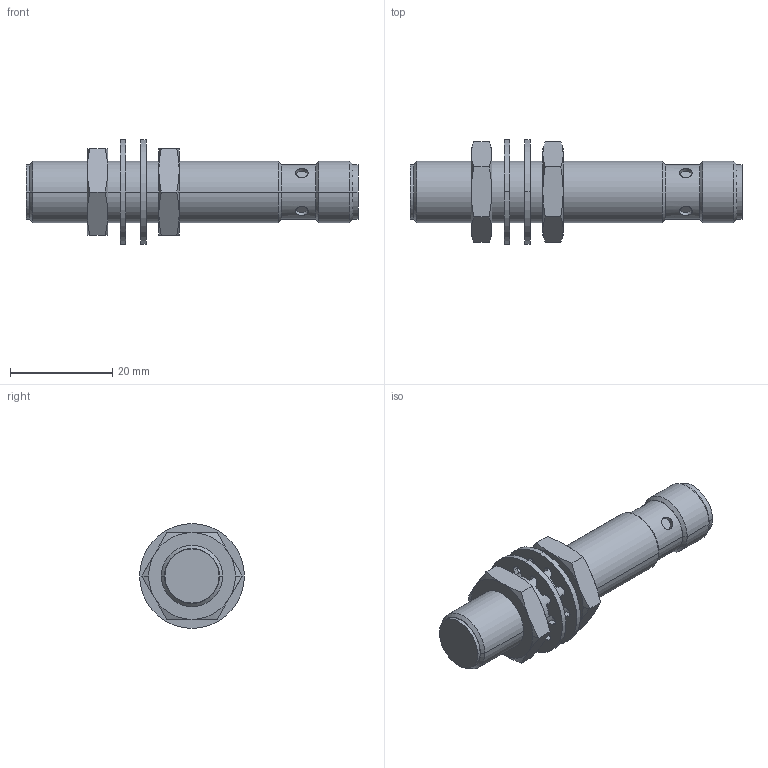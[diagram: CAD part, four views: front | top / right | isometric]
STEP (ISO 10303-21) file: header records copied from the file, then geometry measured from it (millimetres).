
FILE_DESCRIPTION( ( '' ), '1' );
FILE_NAME( 'bes_m12mi_psc40b_s04g.stp', '2005-04-06T14:42:09', ( '' ), ( '' ), ' ', ' ', ' ' );
FILE_SCHEMA( ( 'CONFIG_CONTROL_DESIGN' ) );
Length unit declared in the file: millimetre
Products named in the file (5): 1; 2; 3; 4; 5
Bounding box: 65 x 20.5 x 20.5 mm (x, y, z)
Volume: 8211 mm3; surface area: 5218.8 mm2
Topology: 5 solids, 5 shells, 211 faces, 512 edges, 324 vertices
Faces by surface type: plane 78, cylinder 77, cone 56
Entity records: 6479 total; most frequent: CARTESIAN_POINT 1288, DIRECTION 1088, ORIENTED_EDGE 1024, EDGE_CURVE 512, AXIS2_PLACEMENT_3D 420, VERTEX_POINT 324, LINE 248, VECTOR 248
